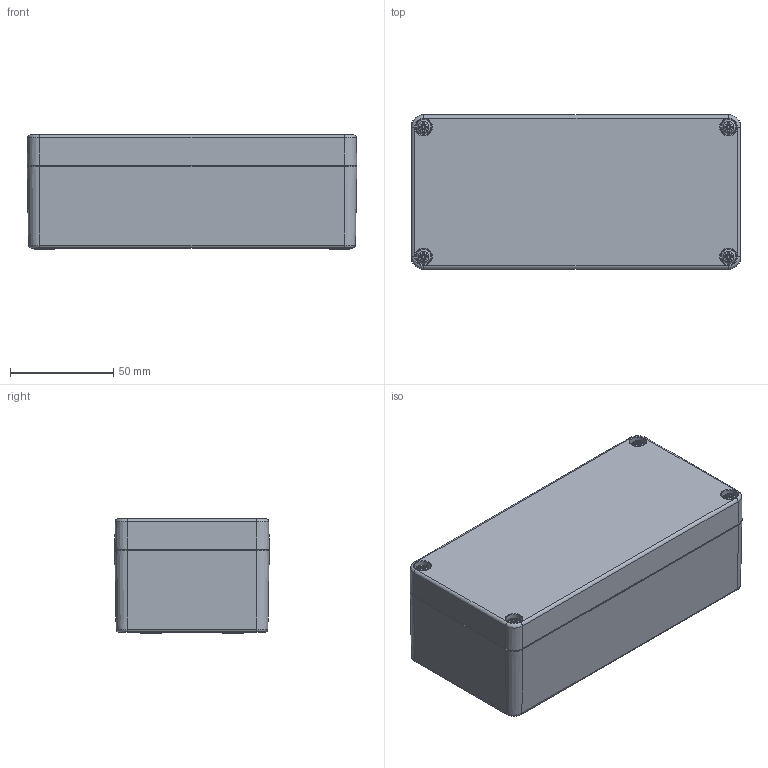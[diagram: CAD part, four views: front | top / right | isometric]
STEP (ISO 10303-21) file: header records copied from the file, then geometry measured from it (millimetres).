
FILE_DESCRIPTION((''),'2;1');
FILE_NAME('3211100550-MBP-Ex-leer_167555_VE.stp','2014-05-16T13:29:05',('robin.rentz'),(''),'Autodesk Inventor 2012','Autodesk Inventor 2012','');
FILE_SCHEMA(('AUTOMOTIVE_DESIGN { 1 0 10303 214 1 1 1 1 }'));
Length unit declared in the file: millimetre
Products named in the file (5): 3211100550-MBP-Ex-leer_167555_VE; 3211100550-UT_167555_VE; 3211100550-OT_167555_VE; 1990000276 Schraube BM4x24_11; xxx-O-Ring-MBP_167555
Assembly tree (7 placements, depth 2):
  3211100550-MBP-Ex-leer_167555_VE
    3211100550-UT_167555_VE
    3211100550-OT_167555_VE
    1990000276 Schraube BM4x24_11  x4
    xxx-O-Ring-MBP_167555
Bounding box: 159.99 x 74.99 x 55.5 mm (x, y, z)
Volume: 212647.8 mm3; surface area: 106337.1 mm2
Topology: 7 solids, 7 shells, 1305 faces, 3257 edges, 2008 vertices
Faces by surface type: plane 440, bspline 289, torus 232, cylinder 200, cone 136, sphere 8
Full cylindrical faces by diameter (mm): 3.242 x4, 3.3 x4, 4 x8, 4.8 x8, 5.5 x4, 6.8 x4, 8 x4, 9 x4
Entity records: 46947 total; most frequent: CARTESIAN_POINT 22353, ORIENTED_EDGE 5294, DIRECTION 4545, EDGE_CURVE 2647, VERTEX_POINT 1674, AXIS2_PLACEMENT_3D 1606, VECTOR 1333, LINE 1333
